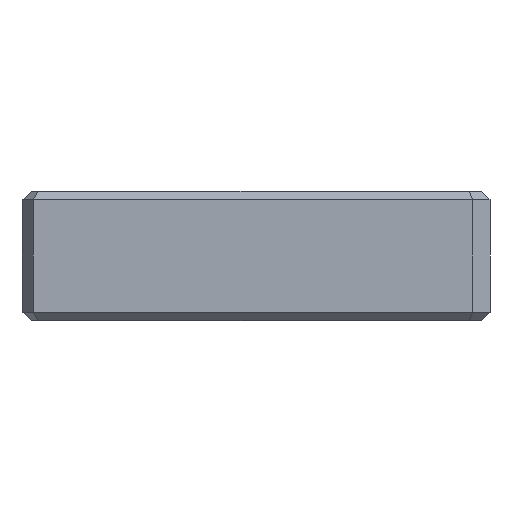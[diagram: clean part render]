
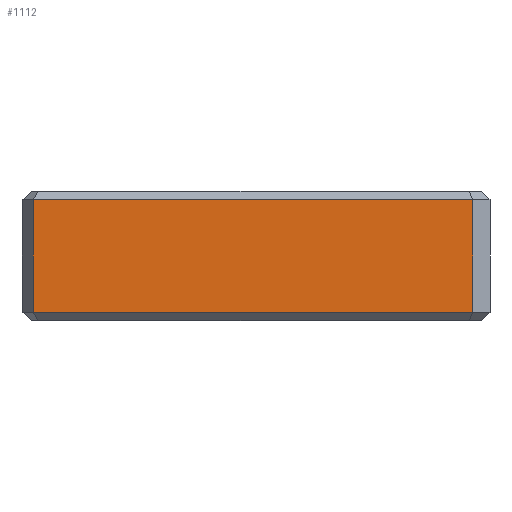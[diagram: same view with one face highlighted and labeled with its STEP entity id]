
A CAD part, front view. The second image highlights one B-rep face of the part: STEP entity #1112.
In plain terms, the highlighted planar face has unit normal (0, -1, 0).
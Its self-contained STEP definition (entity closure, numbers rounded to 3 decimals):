
#44=FACE_OUTER_BOUND('',#115,.T.);
#115=EDGE_LOOP('',(#823,#824,#825,#826));
#213=LINE('',#1634,#367);
#229=LINE('',#1667,#383);
#232=LINE('',#1673,#386);
#233=LINE('',#1674,#387);
#367=VECTOR('',#1319,10.);
#383=VECTOR('',#1353,10.);
#386=VECTOR('',#1358,10.);
#387=VECTOR('',#1359,10.);
#507=VERTEX_POINT('',#1628);
#508=VERTEX_POINT('',#1632);
#516=VERTEX_POINT('',#1666);
#518=VERTEX_POINT('',#1672);
#609=EDGE_CURVE('',#508,#507,#213,.T.);
#625=EDGE_CURVE('',#507,#516,#229,.T.);
#628=EDGE_CURVE('',#518,#508,#232,.T.);
#629=EDGE_CURVE('',#516,#518,#233,.T.);
#823=ORIENTED_EDGE('',*,*,#609,.F.);
#824=ORIENTED_EDGE('',*,*,#628,.F.);
#825=ORIENTED_EDGE('',*,*,#629,.F.);
#826=ORIENTED_EDGE('',*,*,#625,.F.);
#1044=PLANE('',#1194);
#1112=ADVANCED_FACE('',(#44),#1044,.T.);
#1194=AXIS2_PLACEMENT_3D('',#1671,#1356,#1357);
#1319=DIRECTION('',(-1.,0.,0.));
#1353=DIRECTION('',(0.,0.,1.));
#1356=DIRECTION('center_axis',(0.,-1.,0.));
#1357=DIRECTION('ref_axis',(1.,0.,0.));
#1358=DIRECTION('',(0.,0.,-1.));
#1359=DIRECTION('',(1.,0.,0.));
#1628=CARTESIAN_POINT('',(2.,0.,1.));
#1632=CARTESIAN_POINT('',(53.,0.,1.));
#1634=CARTESIAN_POINT('',(13.75,0.,1.));
#1666=CARTESIAN_POINT('',(2.,0.,14.));
#1667=CARTESIAN_POINT('',(2.,0.,0.));
#1671=CARTESIAN_POINT('Origin',(0.,0.,0.));
#1672=CARTESIAN_POINT('',(53.,0.,14.));
#1673=CARTESIAN_POINT('',(53.,0.,0.));
#1674=CARTESIAN_POINT('',(13.75,0.,14.));
